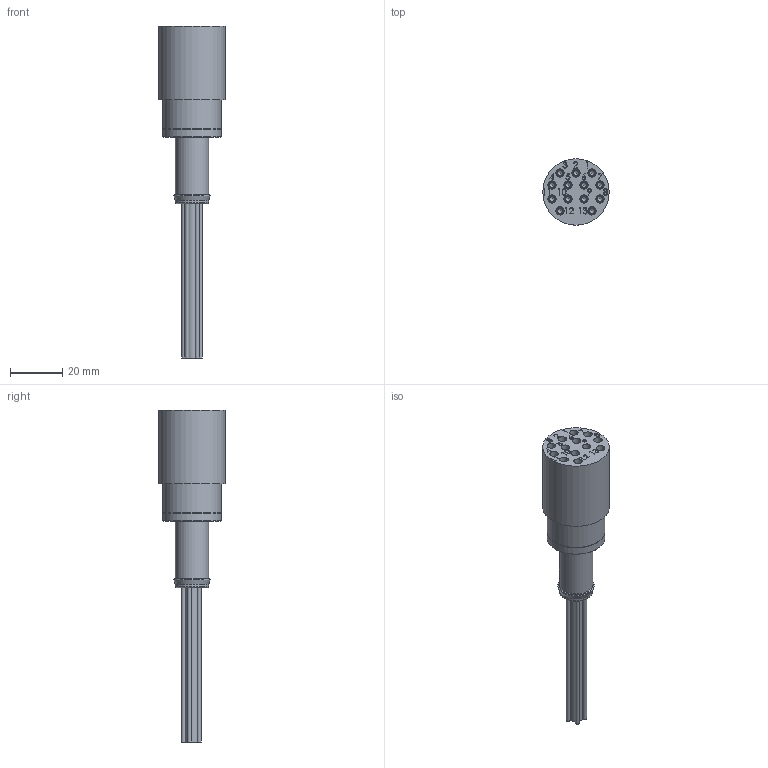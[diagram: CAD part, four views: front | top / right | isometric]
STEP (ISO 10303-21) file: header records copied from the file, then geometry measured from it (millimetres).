
FILE_DESCRIPTION(/* description */ (''),/* implementation_level */ '2;1');
FILE_NAME(/* name */ 'DPBOF13F.stp',/* time_stamp */ '2014-12-16T10:40:12+01:00',/* author */ ('sh'),/* organization */ (''),/* preprocessor_version */ 'ST-DEVELOPER v15.2',/* originating_system */ 'Autodesk Inventor 2014',/* authorisation */ '');
FILE_SCHEMA (('AUTOMOTIVE_DESIGN { 1 0 10303 214 3 1 1 }'));
Length unit declared in the file: inch
Products named in the file (1): DPBOF13F
Bounding box: 25.35 x 25.35 x 126.77 mm (x, y, z)
Volume: 25972.6 mm3; surface area: 17529.3 mm2
Topology: 36 solids, 36 shells, 1053 faces, 2556 edges, 1644 vertices
Faces by surface type: plane 434, cylinder 187, torus 179, cone 161, bspline 92
Full cylindrical faces by diameter (mm): 1.321 x13, 1.524 x5, 2.032 x13, 2.037 x13, 2.057 x13, 2.743 x26, 2.794 x13, 3.175 x78, 5.08 x1, 8.382 x2, 11.1 x2, 12.7 x2, 12.852 x2, 15.875 x1, 22.149 x2, 25.349 x1
Entity records: 32680 total; most frequent: CARTESIAN_POINT 10659, DIRECTION 4531, ORIENTED_EDGE 3946, EDGE_CURVE 1973, AXIS2_PLACEMENT_3D 1884, EDGE_LOOP 1573, VERTEX_POINT 1484, FACE_OUTER_BOUND 1053
